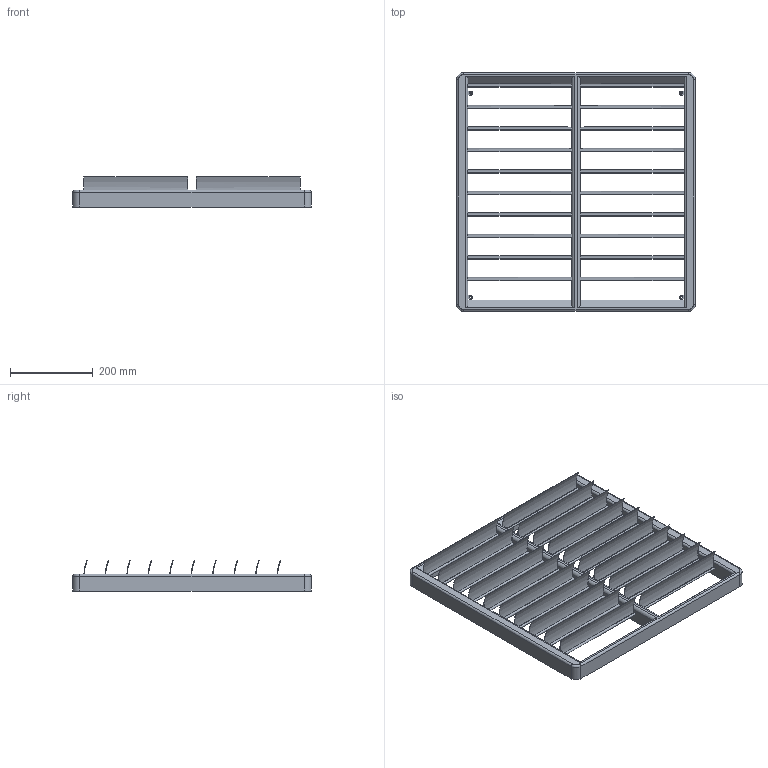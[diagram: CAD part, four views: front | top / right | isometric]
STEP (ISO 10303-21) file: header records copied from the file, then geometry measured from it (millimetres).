
FILE_DESCRIPTION (( 'STEP AP203' ), '1' );
FILE_NAME ('_2000002465_Dummy AS 50 Verschlussklappen__01.step', '2023-12-18T08:40:40', ( '' ), ( '' ), 'SwSTEP 2.0', 'SolidWorks 2021', '' );
FILE_SCHEMA (( 'CONFIG_CONTROL_DESIGN' ));
Length unit declared in the file: millimetre
Products named in the file (1): _2000002465_Dummy AS 50 Verschlussklappen__01
Bounding box: 578 x 578 x 72.9 mm (x, y, z)
Volume: 3032599 mm3; surface area: 937967.5 mm2
Topology: 1 solids, 1 shells, 254 faces, 776 edges, 488 vertices
Faces by surface type: cylinder 156, plane 94, torus 4
Entity records: 8945 total; most frequent: DIRECTION 1666, ORIENTED_EDGE 1552, CARTESIAN_POINT 1543, EDGE_CURVE 776, AXIS2_PLACEMENT_3D 643, VERTEX_POINT 488, CIRCLE 388, VECTOR 380
